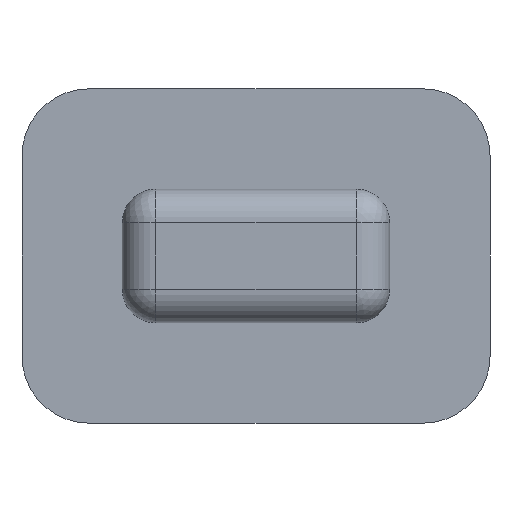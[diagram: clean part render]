
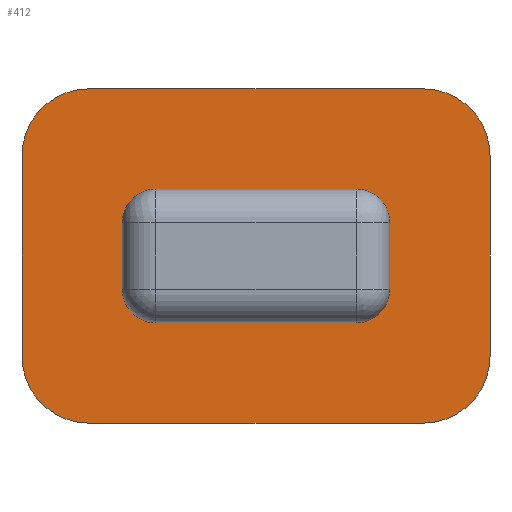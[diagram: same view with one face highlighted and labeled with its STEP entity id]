
A CAD part, left-side view. The second image highlights one B-rep face of the part: STEP entity #412.
In plain terms, the highlighted planar face has unit normal (-1, 0, 0).
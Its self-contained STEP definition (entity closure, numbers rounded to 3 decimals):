
#19=FACE_BOUND('',#61,.T.);
#21=PLANE('',#455);
#33=FACE_OUTER_BOUND('',#60,.T.);
#60=EDGE_LOOP('',(#286,#287,#288,#289,#290,#291,#292,#293));
#61=EDGE_LOOP('',(#294,#295,#296,#297,#298,#299,#300,#301));
#88=LINE('',#654,#124);
#91=LINE('',#660,#127);
#92=LINE('',#664,#128);
#93=LINE('',#668,#129);
#94=LINE('',#672,#130);
#95=LINE('',#676,#131);
#96=LINE('',#680,#132);
#97=LINE('',#684,#133);
#124=VECTOR('',#514,10.);
#127=VECTOR('',#519,10.);
#128=VECTOR('',#522,10.);
#129=VECTOR('',#525,10.);
#130=VECTOR('',#528,10.);
#131=VECTOR('',#531,10.);
#132=VECTOR('',#534,10.);
#133=VECTOR('',#537,10.);
#159=CIRCLE('',#453,1.);
#160=CIRCLE('',#456,1.);
#161=CIRCLE('',#457,1.);
#162=CIRCLE('',#458,1.);
#163=CIRCLE('',#459,0.5);
#164=CIRCLE('',#460,0.5);
#165=CIRCLE('',#461,0.5);
#166=CIRCLE('',#462,0.5);
#184=VERTEX_POINT('',#647);
#185=VERTEX_POINT('',#649);
#186=VERTEX_POINT('',#653);
#188=VERTEX_POINT('',#659);
#189=VERTEX_POINT('',#661);
#190=VERTEX_POINT('',#663);
#191=VERTEX_POINT('',#665);
#192=VERTEX_POINT('',#667);
#193=VERTEX_POINT('',#670);
#194=VERTEX_POINT('',#671);
#195=VERTEX_POINT('',#673);
#196=VERTEX_POINT('',#675);
#197=VERTEX_POINT('',#677);
#198=VERTEX_POINT('',#679);
#199=VERTEX_POINT('',#681);
#200=VERTEX_POINT('',#683);
#220=EDGE_CURVE('',#184,#185,#159,.T.);
#222=EDGE_CURVE('',#185,#186,#88,.T.);
#225=EDGE_CURVE('',#188,#184,#91,.T.);
#226=EDGE_CURVE('',#189,#188,#160,.T.);
#227=EDGE_CURVE('',#190,#189,#92,.T.);
#228=EDGE_CURVE('',#191,#190,#161,.T.);
#229=EDGE_CURVE('',#192,#191,#93,.T.);
#230=EDGE_CURVE('',#186,#192,#162,.T.);
#231=EDGE_CURVE('',#193,#194,#94,.T.);
#232=EDGE_CURVE('',#195,#194,#163,.F.);
#233=EDGE_CURVE('',#195,#196,#95,.T.);
#234=EDGE_CURVE('',#197,#196,#164,.F.);
#235=EDGE_CURVE('',#197,#198,#96,.T.);
#236=EDGE_CURVE('',#199,#198,#165,.F.);
#237=EDGE_CURVE('',#199,#200,#97,.T.);
#238=EDGE_CURVE('',#193,#200,#166,.F.);
#286=ORIENTED_EDGE('',*,*,#220,.F.);
#287=ORIENTED_EDGE('',*,*,#225,.F.);
#288=ORIENTED_EDGE('',*,*,#226,.F.);
#289=ORIENTED_EDGE('',*,*,#227,.F.);
#290=ORIENTED_EDGE('',*,*,#228,.F.);
#291=ORIENTED_EDGE('',*,*,#229,.F.);
#292=ORIENTED_EDGE('',*,*,#230,.F.);
#293=ORIENTED_EDGE('',*,*,#222,.F.);
#294=ORIENTED_EDGE('',*,*,#231,.T.);
#295=ORIENTED_EDGE('',*,*,#232,.F.);
#296=ORIENTED_EDGE('',*,*,#233,.T.);
#297=ORIENTED_EDGE('',*,*,#234,.F.);
#298=ORIENTED_EDGE('',*,*,#235,.T.);
#299=ORIENTED_EDGE('',*,*,#236,.F.);
#300=ORIENTED_EDGE('',*,*,#237,.T.);
#301=ORIENTED_EDGE('',*,*,#238,.F.);
#412=ADVANCED_FACE('',(#33,#19),#21,.F.);
#453=AXIS2_PLACEMENT_3D('',#650,#509,#510);
#455=AXIS2_PLACEMENT_3D('',#658,#517,#518);
#456=AXIS2_PLACEMENT_3D('',#662,#520,#521);
#457=AXIS2_PLACEMENT_3D('',#666,#523,#524);
#458=AXIS2_PLACEMENT_3D('',#669,#526,#527);
#459=AXIS2_PLACEMENT_3D('',#674,#529,#530);
#460=AXIS2_PLACEMENT_3D('',#678,#532,#533);
#461=AXIS2_PLACEMENT_3D('',#682,#535,#536);
#462=AXIS2_PLACEMENT_3D('',#685,#538,#539);
#509=DIRECTION('center_axis',(1.,0.,0.));
#510=DIRECTION('ref_axis',(0.,0.707,-0.707));
#514=DIRECTION('',(0.,0.,1.));
#517=DIRECTION('center_axis',(1.,0.,0.));
#518=DIRECTION('ref_axis',(0.,1.,0.));
#519=DIRECTION('',(0.,1.,0.));
#520=DIRECTION('center_axis',(1.,0.,0.));
#521=DIRECTION('ref_axis',(0.,-0.707,-0.707));
#522=DIRECTION('',(0.,0.,-1.));
#523=DIRECTION('center_axis',(1.,0.,0.));
#524=DIRECTION('ref_axis',(0.,-0.707,0.707));
#525=DIRECTION('',(0.,-1.,0.));
#526=DIRECTION('center_axis',(1.,0.,0.));
#527=DIRECTION('ref_axis',(0.,0.707,0.707));
#528=DIRECTION('',(0.,1.,0.));
#529=DIRECTION('center_axis',(1.,0.,0.));
#530=DIRECTION('ref_axis',(0.,0.707,-0.707));
#531=DIRECTION('',(0.,0.,1.));
#532=DIRECTION('center_axis',(1.,0.,0.));
#533=DIRECTION('ref_axis',(0.,0.707,0.707));
#534=DIRECTION('',(0.,-1.,0.));
#535=DIRECTION('center_axis',(1.,0.,0.));
#536=DIRECTION('ref_axis',(0.,-0.707,0.707));
#537=DIRECTION('',(0.,0.,-1.));
#538=DIRECTION('center_axis',(1.,0.,0.));
#539=DIRECTION('ref_axis',(0.,-0.707,-0.707));
#647=CARTESIAN_POINT('',(0.,11.447,-16.791));
#649=CARTESIAN_POINT('',(0.,12.447,-15.791));
#650=CARTESIAN_POINT('Origin',(0.,11.447,-15.791));
#653=CARTESIAN_POINT('',(0.,12.447,-12.791));
#654=CARTESIAN_POINT('',(0.,12.447,-16.791));
#658=CARTESIAN_POINT('Origin',(0.,8.947,-14.291));
#659=CARTESIAN_POINT('',(0.,6.447,-16.791));
#660=CARTESIAN_POINT('',(0.,5.447,-16.791));
#661=CARTESIAN_POINT('',(0.,5.447,-15.791));
#662=CARTESIAN_POINT('Origin',(0.,6.447,-15.791));
#663=CARTESIAN_POINT('',(0.,5.447,-12.791));
#664=CARTESIAN_POINT('',(0.,5.447,-11.791));
#665=CARTESIAN_POINT('',(0.,6.447,-11.791));
#666=CARTESIAN_POINT('Origin',(0.,6.447,-12.791));
#667=CARTESIAN_POINT('',(0.,11.447,-11.791));
#668=CARTESIAN_POINT('',(0.,12.447,-11.791));
#669=CARTESIAN_POINT('Origin',(0.,11.447,-12.791));
#670=CARTESIAN_POINT('',(0.,7.447,-15.291));
#671=CARTESIAN_POINT('',(0.,10.447,-15.291));
#672=CARTESIAN_POINT('',(0.,9.947,-15.291));
#673=CARTESIAN_POINT('',(0.,10.947,-14.791));
#674=CARTESIAN_POINT('Origin',(0.,10.447,-14.791));
#675=CARTESIAN_POINT('',(0.,10.947,-13.791));
#676=CARTESIAN_POINT('',(0.,10.947,-13.791));
#677=CARTESIAN_POINT('',(0.,10.447,-13.291));
#678=CARTESIAN_POINT('Origin',(0.,10.447,-13.791));
#679=CARTESIAN_POINT('',(0.,7.447,-13.291));
#680=CARTESIAN_POINT('',(0.,7.947,-13.291));
#681=CARTESIAN_POINT('',(0.,6.947,-13.791));
#682=CARTESIAN_POINT('Origin',(0.,7.447,-13.791));
#683=CARTESIAN_POINT('',(0.,6.947,-14.791));
#684=CARTESIAN_POINT('',(0.,6.947,-14.791));
#685=CARTESIAN_POINT('Origin',(0.,7.447,-14.791));
